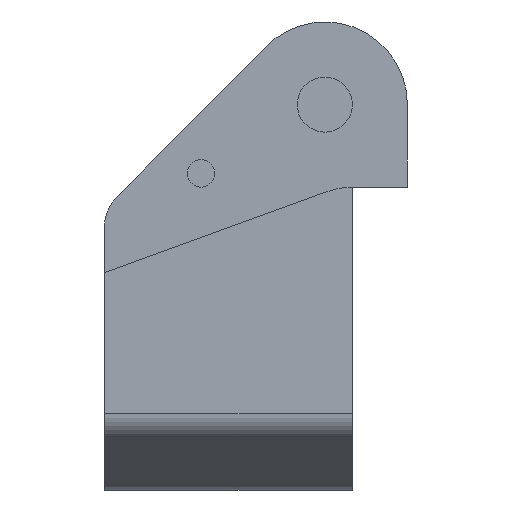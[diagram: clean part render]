
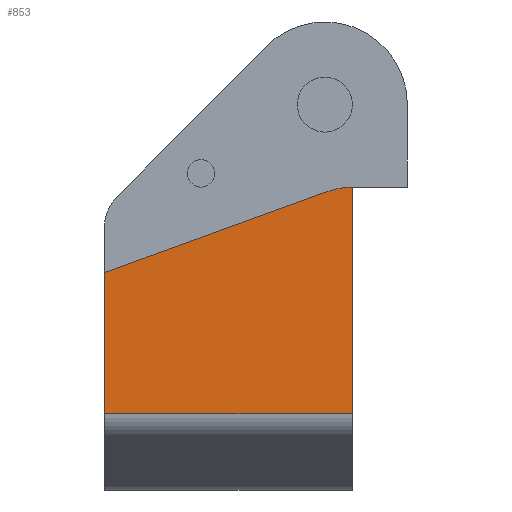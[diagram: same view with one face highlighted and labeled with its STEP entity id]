
A CAD part, left-side view. The second image highlights one B-rep face of the part: STEP entity #853.
In plain terms, the highlighted planar face has unit normal (-1, 0, 0).
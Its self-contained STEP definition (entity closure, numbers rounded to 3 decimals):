
#5 = VECTOR ( 'NONE', #99, 1000. ) ;
#48 = LINE ( 'NONE', #569, #524 ) ;
#67 = AXIS2_PLACEMENT_3D ( 'NONE', #505, #404, #947 ) ;
#99 = DIRECTION ( 'NONE',  ( 0., 0., 1. ) ) ;
#110 = CARTESIAN_POINT ( 'NONE',  ( -8., 0., 22. ) ) ;
#116 = VECTOR ( 'NONE', #1157, 1000. ) ;
#135 = LINE ( 'NONE', #741, #5 ) ;
#145 = ORIENTED_EDGE ( 'NONE', *, *, #203, .T. ) ;
#182 = VERTEX_POINT ( 'NONE', #1161 ) ;
#203 = EDGE_CURVE ( 'NONE', #850, #535, #366, .T. ) ;
#204 = LINE ( 'NONE', #801, #858 ) ;
#218 = ORIENTED_EDGE ( 'NONE', *, *, #1385, .T. ) ;
#247 = VERTEX_POINT ( 'NONE', #940 ) ;
#254 = DIRECTION ( 'NONE',  ( 0., 1., 0. ) ) ;
#258 = EDGE_CURVE ( 'NONE', #850, #182, #1235, .T. ) ;
#296 = VERTEX_POINT ( 'NONE', #110 ) ;
#366 = LINE ( 'NONE', #848, #116 ) ;
#404 = DIRECTION ( 'NONE',  ( 1., 0., 0. ) ) ;
#495 = LINE ( 'NONE', #776, #1326 ) ;
#505 = CARTESIAN_POINT ( 'NONE',  ( -8., 0.06, 17. ) ) ;
#524 = VECTOR ( 'NONE', #254, 1000. ) ;
#535 = VERTEX_POINT ( 'NONE', #1005 ) ;
#549 = CARTESIAN_POINT ( 'NONE',  ( -8., 18., 5.541 ) ) ;
#569 = CARTESIAN_POINT ( 'NONE',  ( -8., 0., 22. ) ) ;
#594 = DIRECTION ( 'NONE',  ( 0., 1., 0. ) ) ;
#604 = EDGE_CURVE ( 'NONE', #1119, #535, #495, .T. ) ;
#689 = EDGE_CURVE ( 'NONE', #296, #182, #48, .T. ) ;
#733 = ORIENTED_EDGE ( 'NONE', *, *, #604, .F. ) ;
#741 = CARTESIAN_POINT ( 'NONE',  ( -8., 0., 0. ) ) ;
#775 = EDGE_CURVE ( 'NONE', #247, #1119, #204, .T. ) ;
#776 = CARTESIAN_POINT ( 'NONE',  ( -8., 18., 0. ) ) ;
#801 = CARTESIAN_POINT ( 'NONE',  ( -8., 0., 5.541 ) ) ;
#848 = CARTESIAN_POINT ( 'NONE',  ( -8., 7.181, 19.729 ) ) ;
#850 = VERTEX_POINT ( 'NONE', #1247 ) ;
#853 = ADVANCED_FACE ( 'NONE', ( #1122 ), #1056, .T. ) ;
#856 = AXIS2_PLACEMENT_3D ( 'NONE', #1358, #1377, #1256 ) ;
#858 = VECTOR ( 'NONE', #594, 1000. ) ;
#940 = CARTESIAN_POINT ( 'NONE',  ( -8., 0., 5.541 ) ) ;
#947 = DIRECTION ( 'NONE',  ( 0., 0., -1. ) ) ;
#997 = ORIENTED_EDGE ( 'NONE', *, *, #258, .F. ) ;
#1005 = CARTESIAN_POINT ( 'NONE',  ( -8., 18., 15.791 ) ) ;
#1056 = PLANE ( 'NONE',  #856 ) ;
#1086 = ORIENTED_EDGE ( 'NONE', *, *, #775, .F. ) ;
#1099 = ORIENTED_EDGE ( 'NONE', *, *, #689, .T. ) ;
#1119 = VERTEX_POINT ( 'NONE', #549 ) ;
#1122 = FACE_OUTER_BOUND ( 'NONE', #1252, .T. ) ;
#1157 = DIRECTION ( 'NONE',  ( 0., 0.94, -0.342 ) ) ;
#1161 = CARTESIAN_POINT ( 'NONE',  ( -8., 0.06, 22. ) ) ;
#1235 = CIRCLE ( 'NONE', #67, 5. ) ;
#1247 = CARTESIAN_POINT ( 'NONE',  ( -8., 1.771, 21.698 ) ) ;
#1252 = EDGE_LOOP ( 'NONE', ( #218, #1099, #997, #145, #733, #1086 ) ) ;
#1256 = DIRECTION ( 'NONE',  ( 0., 0., -1. ) ) ;
#1296 = DIRECTION ( 'NONE',  ( 0., 0., 1. ) ) ;
#1326 = VECTOR ( 'NONE', #1296, 1000. ) ;
#1358 = CARTESIAN_POINT ( 'NONE',  ( -8., 0., 0. ) ) ;
#1377 = DIRECTION ( 'NONE',  ( -1., 0., 0. ) ) ;
#1385 = EDGE_CURVE ( 'NONE', #247, #296, #135, .T. ) ;
